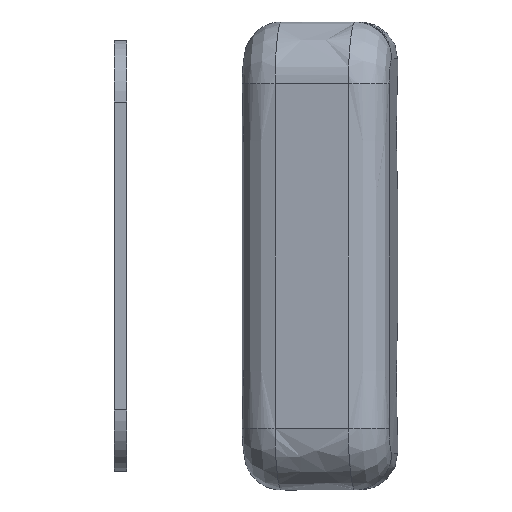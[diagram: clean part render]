
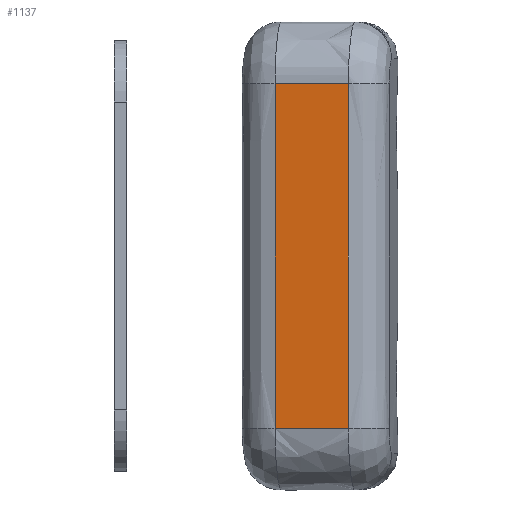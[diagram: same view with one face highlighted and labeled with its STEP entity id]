
A CAD part, left-side view. The second image highlights one B-rep face of the part: STEP entity #1137.
In plain terms, the highlighted planar face has unit normal (-0.993, 0.122, 0).
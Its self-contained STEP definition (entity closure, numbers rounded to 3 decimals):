
#31 = LINE ( 'NONE', #567, #423 ) ;
#54 = DIRECTION ( 'NONE',  ( 0.993, -0.122, 0. ) ) ;
#333 = CARTESIAN_POINT ( 'NONE',  ( -15.616, 9.956, 14. ) ) ;
#423 = VECTOR ( 'NONE', #2027, 1000. ) ;
#537 = VECTOR ( 'NONE', #1575, 1000. ) ;
#567 = CARTESIAN_POINT ( 'NONE',  ( -15.616, 9.956, 0. ) ) ;
#591 = CARTESIAN_POINT ( 'NONE',  ( -15.982, 6.979, 14. ) ) ;
#641 = ORIENTED_EDGE ( 'NONE', *, *, #2941, .T. ) ;
#673 = ORIENTED_EDGE ( 'NONE', *, *, #2654, .T. ) ;
#785 = ORIENTED_EDGE ( 'NONE', *, *, #1393, .T. ) ;
#786 = DIRECTION ( 'NONE',  ( 0., 0., -1. ) ) ;
#800 = CARTESIAN_POINT ( 'NONE',  ( -16.348, 4.001, -14. ) ) ;
#808 = PLANE ( 'NONE',  #1184 ) ;
#948 = DIRECTION ( 'NONE',  ( -0.122, -0.993, 0. ) ) ;
#1005 = CARTESIAN_POINT ( 'NONE',  ( -16.348, 4.001, 0. ) ) ;
#1075 = VECTOR ( 'NONE', #948, 1000. ) ;
#1101 = EDGE_CURVE ( 'NONE', #3030, #2649, #31, .T. ) ;
#1137 = ADVANCED_FACE ( 'NONE', ( #2938 ), #808, .F. ) ;
#1156 = LINE ( 'NONE', #1417, #1075 ) ;
#1184 = AXIS2_PLACEMENT_3D ( 'NONE', #2008, #54, #786 ) ;
#1379 = VERTEX_POINT ( 'NONE', #1950 ) ;
#1393 = EDGE_CURVE ( 'NONE', #1435, #1379, #2311, .T. ) ;
#1417 = CARTESIAN_POINT ( 'NONE',  ( -15.982, 6.979, -14. ) ) ;
#1435 = VERTEX_POINT ( 'NONE', #800 ) ;
#1575 = DIRECTION ( 'NONE',  ( 0.122, 0.993, 0. ) ) ;
#1950 = CARTESIAN_POINT ( 'NONE',  ( -16.348, 4.001, 14. ) ) ;
#2008 = CARTESIAN_POINT ( 'NONE',  ( -16.348, 4.001, 14. ) ) ;
#2027 = DIRECTION ( 'NONE',  ( 0., 0., -1. ) ) ;
#2069 = EDGE_LOOP ( 'NONE', ( #641, #2291, #673, #785 ) ) ;
#2269 = DIRECTION ( 'NONE',  ( 0., 0., 1. ) ) ;
#2291 = ORIENTED_EDGE ( 'NONE', *, *, #1101, .T. ) ;
#2306 = LINE ( 'NONE', #591, #537 ) ;
#2311 = LINE ( 'NONE', #1005, #2387 ) ;
#2387 = VECTOR ( 'NONE', #2269, 1000. ) ;
#2649 = VERTEX_POINT ( 'NONE', #2838 ) ;
#2654 = EDGE_CURVE ( 'NONE', #2649, #1435, #1156, .T. ) ;
#2838 = CARTESIAN_POINT ( 'NONE',  ( -15.616, 9.956, -14. ) ) ;
#2938 = FACE_OUTER_BOUND ( 'NONE', #2069, .T. ) ;
#2941 = EDGE_CURVE ( 'NONE', #1379, #3030, #2306, .T. ) ;
#3030 = VERTEX_POINT ( 'NONE', #333 ) ;
